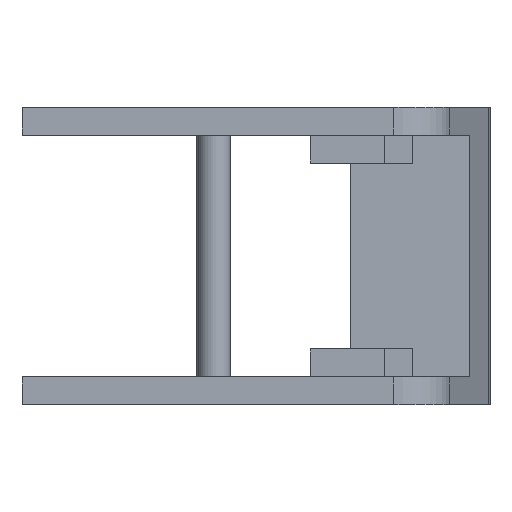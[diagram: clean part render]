
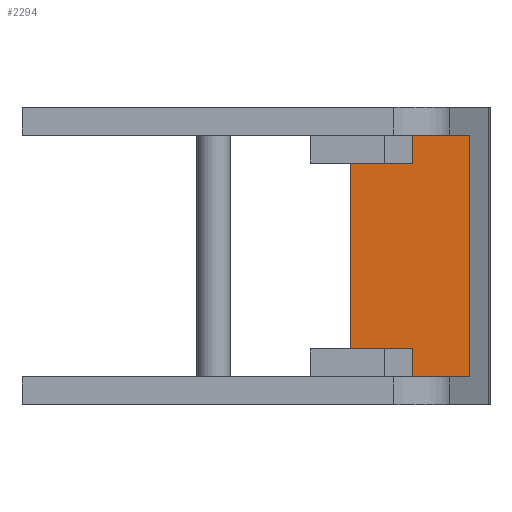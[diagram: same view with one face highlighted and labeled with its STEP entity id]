
A CAD part, front view. The second image highlights one B-rep face of the part: STEP entity #2294.
In plain terms, the highlighted planar face has unit normal (0, -1, 0).
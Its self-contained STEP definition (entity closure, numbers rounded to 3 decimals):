
#35 = VECTOR ( 'NONE', #2274, 1000. ) ;
#72 = EDGE_CURVE ( 'NONE', #2978, #1442, #916, .T. ) ;
#172 = DIRECTION ( 'NONE',  ( 0., 0., -1. ) ) ;
#187 = VECTOR ( 'NONE', #430, 1000. ) ;
#193 = EDGE_CURVE ( 'NONE', #1442, #1973, #2508, .T. ) ;
#194 = FACE_OUTER_BOUND ( 'NONE', #1446, .T. ) ;
#214 = EDGE_CURVE ( 'NONE', #390, #2978, #2982, .T. ) ;
#382 = CARTESIAN_POINT ( 'NONE',  ( -5.33, 38.2, 23.8 ) ) ;
#390 = VERTEX_POINT ( 'NONE', #382 ) ;
#430 = DIRECTION ( 'NONE',  ( -1., 0., 0. ) ) ;
#470 = ORIENTED_EDGE ( 'NONE', *, *, #1344, .T. ) ;
#628 = CARTESIAN_POINT ( 'NONE',  ( 1.072, 38.2, 23.8 ) ) ;
#663 = ORIENTED_EDGE ( 'NONE', *, *, #193, .F. ) ;
#914 = AXIS2_PLACEMENT_3D ( 'NONE', #2048, #1111, #1555 ) ;
#916 = LINE ( 'NONE', #1276, #1378 ) ;
#936 = CARTESIAN_POINT ( 'NONE',  ( -5.33, 38.2, 10.8 ) ) ;
#1111 = DIRECTION ( 'NONE',  ( 0., -1., 0. ) ) ;
#1122 = CARTESIAN_POINT ( 'NONE',  ( -23., 38.2, 23.8 ) ) ;
#1276 = CARTESIAN_POINT ( 'NONE',  ( 1.072, 38.2, 9.3 ) ) ;
#1344 = EDGE_CURVE ( 'NONE', #390, #1973, #2848, .T. ) ;
#1378 = VECTOR ( 'NONE', #2872, 1000. ) ;
#1442 = VERTEX_POINT ( 'NONE', #2692 ) ;
#1446 = EDGE_LOOP ( 'NONE', ( #470, #663, #1738, #2601 ) ) ;
#1555 = DIRECTION ( 'NONE',  ( 0., 0., -1. ) ) ;
#1573 = VECTOR ( 'NONE', #172, 1000. ) ;
#1608 = CARTESIAN_POINT ( 'NONE',  ( -23., 38.2, 10.8 ) ) ;
#1738 = ORIENTED_EDGE ( 'NONE', *, *, #72, .F. ) ;
#1973 = VERTEX_POINT ( 'NONE', #936 ) ;
#2048 = CARTESIAN_POINT ( 'NONE',  ( -5.33, 38.2, 23.8 ) ) ;
#2226 = PLANE ( 'NONE',  #914 ) ;
#2274 = DIRECTION ( 'NONE',  ( 1., 0., 0. ) ) ;
#2294 = ADVANCED_FACE ( 'NONE', ( #194 ), #2226, .T. ) ;
#2508 = LINE ( 'NONE', #1608, #187 ) ;
#2601 = ORIENTED_EDGE ( 'NONE', *, *, #214, .F. ) ;
#2692 = CARTESIAN_POINT ( 'NONE',  ( 1.072, 38.2, 10.8 ) ) ;
#2848 = LINE ( 'NONE', #2949, #1573 ) ;
#2872 = DIRECTION ( 'NONE',  ( 0., 0., -1. ) ) ;
#2949 = CARTESIAN_POINT ( 'NONE',  ( -5.33, 38.2, 25.3 ) ) ;
#2978 = VERTEX_POINT ( 'NONE', #628 ) ;
#2982 = LINE ( 'NONE', #1122, #35 ) ;
